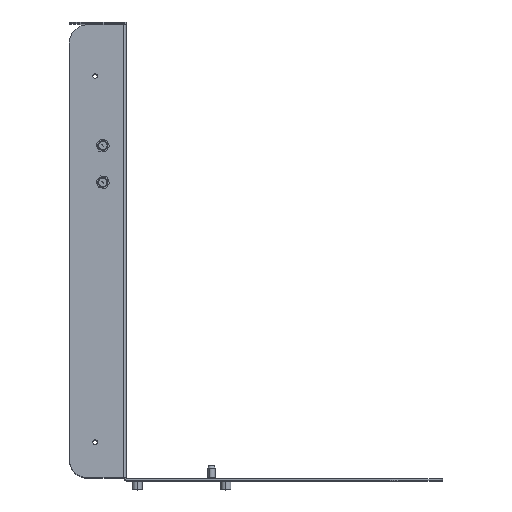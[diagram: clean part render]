
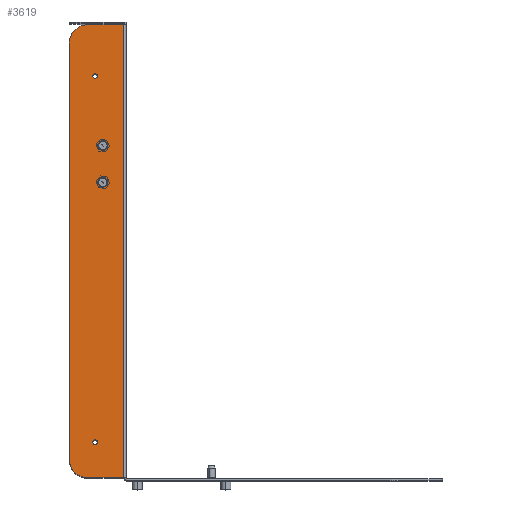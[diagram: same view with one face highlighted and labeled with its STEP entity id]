
A CAD part, top view. The second image highlights one B-rep face of the part: STEP entity #3619.
In plain terms, the highlighted planar face has unit normal (0, 0, 1).
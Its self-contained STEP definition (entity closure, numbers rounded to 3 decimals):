
#85 = PLANE ( 'NONE',  #20361 ) ;
#315 = DIRECTION ( 'NONE',  ( 0., 0., 1. ) ) ;
#483 = CIRCLE ( 'NONE', #13569, 1.25 ) ;
#645 = VERTEX_POINT ( 'NONE', #13282 ) ;
#1054 = FACE_OUTER_BOUND ( 'NONE', #13436, .T. ) ;
#1106 = LINE ( 'NONE', #12687, #1658 ) ;
#1160 = EDGE_CURVE ( 'NONE', #5539, #9214, #20613, .T. ) ;
#1240 = ORIENTED_EDGE ( 'NONE', *, *, #13662, .F. ) ;
#1502 = CARTESIAN_POINT ( 'NONE',  ( -653.779, 151.789, 777.908 ) ) ;
#1554 = CIRCLE ( 'NONE', #4640, 2.7 ) ;
#1658 = VECTOR ( 'NONE', #2397, 1000. ) ;
#1778 = CARTESIAN_POINT ( 'NONE',  ( -624.279, 151.789, 777.908 ) ) ;
#1957 = ORIENTED_EDGE ( 'NONE', *, *, #2711, .F. ) ;
#2181 = EDGE_CURVE ( 'NONE', #3775, #9214, #1106, .T. ) ;
#2264 = DIRECTION ( 'NONE',  ( 0., 0., 1. ) ) ;
#2397 = DIRECTION ( 'NONE',  ( 1., 0., 0. ) ) ;
#2711 = EDGE_CURVE ( 'NONE', #5539, #5312, #21247, .T. ) ;
#3110 = CIRCLE ( 'NONE', #8557, 10. ) ;
#3479 = VECTOR ( 'NONE', #15267, 1000. ) ;
#3525 = CIRCLE ( 'NONE', #18190, 10. ) ;
#3619 = ADVANCED_FACE ( 'NONE', ( #10734, #6686, #10190, #5602, #1054 ), #85, .T. ) ;
#3706 = DIRECTION ( 'NONE',  ( 0., 0., 1. ) ) ;
#3775 = VERTEX_POINT ( 'NONE', #3803 ) ;
#3803 = CARTESIAN_POINT ( 'NONE',  ( -643.779, 399.289, 777.908 ) ) ;
#3993 = ORIENTED_EDGE ( 'NONE', *, *, #19162, .T. ) ;
#4208 = CARTESIAN_POINT ( 'NONE',  ( -639.779, 371.289, 777.908 ) ) ;
#4591 = DIRECTION ( 'NONE',  ( 0., 0., 1. ) ) ;
#4640 = AXIS2_PLACEMENT_3D ( 'NONE', #10589, #315, #12311 ) ;
#4767 = EDGE_CURVE ( 'NONE', #12231, #16563, #10112, .T. ) ;
#5010 = EDGE_CURVE ( 'NONE', #645, #16841, #1554, .T. ) ;
#5242 = DIRECTION ( 'NONE',  ( 1., 0., 0. ) ) ;
#5312 = VERTEX_POINT ( 'NONE', #11305 ) ;
#5539 = VERTEX_POINT ( 'NONE', #1778 ) ;
#5540 = VECTOR ( 'NONE', #10783, 1000. ) ;
#5602 = FACE_BOUND ( 'NONE', #21935, .T. ) ;
#5829 = CARTESIAN_POINT ( 'NONE',  ( -635.529, 333.239, 777.908 ) ) ;
#5945 = DIRECTION ( 'NONE',  ( 1., 0., 0. ) ) ;
#6154 = CARTESIAN_POINT ( 'NONE',  ( -632.829, 313.239, 777.908 ) ) ;
#6225 = ORIENTED_EDGE ( 'NONE', *, *, #11935, .F. ) ;
#6521 = ORIENTED_EDGE ( 'NONE', *, *, #2181, .F. ) ;
#6668 = ORIENTED_EDGE ( 'NONE', *, *, #10678, .F. ) ;
#6686 = FACE_BOUND ( 'NONE', #19294, .T. ) ;
#6789 = DIRECTION ( 'NONE',  ( 0., 0., 1. ) ) ;
#6877 = CARTESIAN_POINT ( 'NONE',  ( -639.779, 171.289, 777.908 ) ) ;
#7222 = VERTEX_POINT ( 'NONE', #9515 ) ;
#7543 = DIRECTION ( 'NONE',  ( 1., 0., 0. ) ) ;
#8436 = EDGE_CURVE ( 'NONE', #15651, #15713, #483, .T. ) ;
#8557 = AXIS2_PLACEMENT_3D ( 'NONE', #17110, #6789, #18830 ) ;
#8590 = DIRECTION ( 'NONE',  ( 1., 0., 0. ) ) ;
#8894 = CARTESIAN_POINT ( 'NONE',  ( -653.779, 161.789, 777.908 ) ) ;
#8929 = CARTESIAN_POINT ( 'NONE',  ( -639.779, 171.289, 777.908 ) ) ;
#9214 = VERTEX_POINT ( 'NONE', #14057 ) ;
#9317 = CARTESIAN_POINT ( 'NONE',  ( -639.779, 371.289, 777.908 ) ) ;
#9505 = AXIS2_PLACEMENT_3D ( 'NONE', #4208, #16261, #5945 ) ;
#9515 = CARTESIAN_POINT ( 'NONE',  ( -638.229, 333.239, 777.908 ) ) ;
#9808 = CIRCLE ( 'NONE', #14042, 1.25 ) ;
#9992 = CARTESIAN_POINT ( 'NONE',  ( -638.529, 371.289, 777.908 ) ) ;
#10112 = LINE ( 'NONE', #14229, #5540 ) ;
#10190 = FACE_BOUND ( 'NONE', #16012, .T. ) ;
#10540 = VERTEX_POINT ( 'NONE', #18550 ) ;
#10589 = CARTESIAN_POINT ( 'NONE',  ( -635.529, 313.239, 777.908 ) ) ;
#10635 = AXIS2_PLACEMENT_3D ( 'NONE', #14007, #3706, #15764 ) ;
#10677 = DIRECTION ( 'NONE',  ( 1., 0., 0. ) ) ;
#10678 = EDGE_CURVE ( 'NONE', #15713, #15651, #19832, .T. ) ;
#10692 = CARTESIAN_POINT ( 'NONE',  ( -653.779, 389.289, 777.908 ) ) ;
#10734 = FACE_BOUND ( 'NONE', #17810, .T. ) ;
#10783 = DIRECTION ( 'NONE',  ( 0., 1., 0. ) ) ;
#10967 = ORIENTED_EDGE ( 'NONE', *, *, #5010, .F. ) ;
#10988 = EDGE_CURVE ( 'NONE', #10540, #21856, #15551, .T. ) ;
#11067 = DIRECTION ( 'NONE',  ( 1., 0., 0. ) ) ;
#11305 = CARTESIAN_POINT ( 'NONE',  ( -643.779, 151.789, 777.908 ) ) ;
#11714 = ORIENTED_EDGE ( 'NONE', *, *, #16020, .F. ) ;
#11935 = EDGE_CURVE ( 'NONE', #16841, #645, #17119, .T. ) ;
#12231 = VERTEX_POINT ( 'NONE', #8894 ) ;
#12311 = DIRECTION ( 'NONE',  ( 1., 0., 0. ) ) ;
#12455 = CIRCLE ( 'NONE', #13246, 2.7 ) ;
#12560 = CARTESIAN_POINT ( 'NONE',  ( -643.779, 161.789, 777.908 ) ) ;
#12687 = CARTESIAN_POINT ( 'NONE',  ( -623.779, 399.289, 777.908 ) ) ;
#13246 = AXIS2_PLACEMENT_3D ( 'NONE', #5829, #17877, #7543 ) ;
#13282 = CARTESIAN_POINT ( 'NONE',  ( -638.229, 313.239, 777.908 ) ) ;
#13436 = EDGE_LOOP ( 'NONE', ( #17608, #3993, #1957, #18508, #6521, #14405 ) ) ;
#13569 = AXIS2_PLACEMENT_3D ( 'NONE', #8929, #20977, #10677 ) ;
#13662 = EDGE_CURVE ( 'NONE', #21856, #10540, #9808, .T. ) ;
#14007 = CARTESIAN_POINT ( 'NONE',  ( -635.529, 333.239, 777.908 ) ) ;
#14042 = AXIS2_PLACEMENT_3D ( 'NONE', #9317, #21365, #11067 ) ;
#14057 = CARTESIAN_POINT ( 'NONE',  ( -624.279, 399.289, 777.908 ) ) ;
#14229 = CARTESIAN_POINT ( 'NONE',  ( -653.779, 399.289, 777.908 ) ) ;
#14272 = DIRECTION ( 'NONE',  ( 0., -1., 0. ) ) ;
#14405 = ORIENTED_EDGE ( 'NONE', *, *, #21238, .T. ) ;
#14553 = AXIS2_PLACEMENT_3D ( 'NONE', #6877, #18902, #8590 ) ;
#14927 = CARTESIAN_POINT ( 'NONE',  ( -635.529, 313.239, 777.908 ) ) ;
#15267 = DIRECTION ( 'NONE',  ( -1., 0., 0. ) ) ;
#15303 = ORIENTED_EDGE ( 'NONE', *, *, #18362, .F. ) ;
#15526 = VECTOR ( 'NONE', #19342, 1000. ) ;
#15551 = CIRCLE ( 'NONE', #9505, 1.25 ) ;
#15568 = DIRECTION ( 'NONE',  ( 0., 0., 1. ) ) ;
#15651 = VERTEX_POINT ( 'NONE', #20093 ) ;
#15713 = VERTEX_POINT ( 'NONE', #16888 ) ;
#15764 = DIRECTION ( 'NONE',  ( 1., 0., 0. ) ) ;
#15902 = CARTESIAN_POINT ( 'NONE',  ( -624.279, 0., 777.908 ) ) ;
#16012 = EDGE_LOOP ( 'NONE', ( #6225, #10967 ) ) ;
#16020 = EDGE_CURVE ( 'NONE', #7222, #19942, #17287, .T. ) ;
#16261 = DIRECTION ( 'NONE',  ( 0., 0., 1. ) ) ;
#16563 = VERTEX_POINT ( 'NONE', #10692 ) ;
#16647 = DIRECTION ( 'NONE',  ( 1., 0., 0. ) ) ;
#16841 = VERTEX_POINT ( 'NONE', #6154 ) ;
#16888 = CARTESIAN_POINT ( 'NONE',  ( -638.529, 171.289, 777.908 ) ) ;
#17110 = CARTESIAN_POINT ( 'NONE',  ( -643.779, 389.289, 777.908 ) ) ;
#17119 = CIRCLE ( 'NONE', #21226, 2.7 ) ;
#17120 = ORIENTED_EDGE ( 'NONE', *, *, #8436, .F. ) ;
#17287 = CIRCLE ( 'NONE', #10635, 2.7 ) ;
#17608 = ORIENTED_EDGE ( 'NONE', *, *, #4767, .F. ) ;
#17810 = EDGE_LOOP ( 'NONE', ( #17120, #6668 ) ) ;
#17877 = DIRECTION ( 'NONE',  ( 0., 0., 1. ) ) ;
#18142 = ORIENTED_EDGE ( 'NONE', *, *, #10988, .F. ) ;
#18190 = AXIS2_PLACEMENT_3D ( 'NONE', #12560, #2264, #14272 ) ;
#18362 = EDGE_CURVE ( 'NONE', #19942, #7222, #12455, .T. ) ;
#18508 = ORIENTED_EDGE ( 'NONE', *, *, #1160, .T. ) ;
#18550 = CARTESIAN_POINT ( 'NONE',  ( -641.029, 371.289, 777.908 ) ) ;
#18830 = DIRECTION ( 'NONE',  ( 1., 0., 0. ) ) ;
#18852 = CARTESIAN_POINT ( 'NONE',  ( 0., 0., 777.908 ) ) ;
#18902 = DIRECTION ( 'NONE',  ( 0., 0., 1. ) ) ;
#19162 = EDGE_CURVE ( 'NONE', #12231, #5312, #3525, .T. ) ;
#19274 = CARTESIAN_POINT ( 'NONE',  ( -632.829, 333.239, 777.908 ) ) ;
#19294 = EDGE_LOOP ( 'NONE', ( #18142, #1240 ) ) ;
#19342 = DIRECTION ( 'NONE',  ( 0., 1., 0. ) ) ;
#19832 = CIRCLE ( 'NONE', #14553, 1.25 ) ;
#19942 = VERTEX_POINT ( 'NONE', #19274 ) ;
#20093 = CARTESIAN_POINT ( 'NONE',  ( -641.029, 171.289, 777.908 ) ) ;
#20361 = AXIS2_PLACEMENT_3D ( 'NONE', #18852, #15568, #5242 ) ;
#20613 = LINE ( 'NONE', #15902, #15526 ) ;
#20977 = DIRECTION ( 'NONE',  ( 0., 0., 1. ) ) ;
#21226 = AXIS2_PLACEMENT_3D ( 'NONE', #14927, #4591, #16647 ) ;
#21238 = EDGE_CURVE ( 'NONE', #3775, #16563, #3110, .T. ) ;
#21247 = LINE ( 'NONE', #1502, #3479 ) ;
#21365 = DIRECTION ( 'NONE',  ( 0., 0., 1. ) ) ;
#21856 = VERTEX_POINT ( 'NONE', #9992 ) ;
#21935 = EDGE_LOOP ( 'NONE', ( #15303, #11714 ) ) ;
